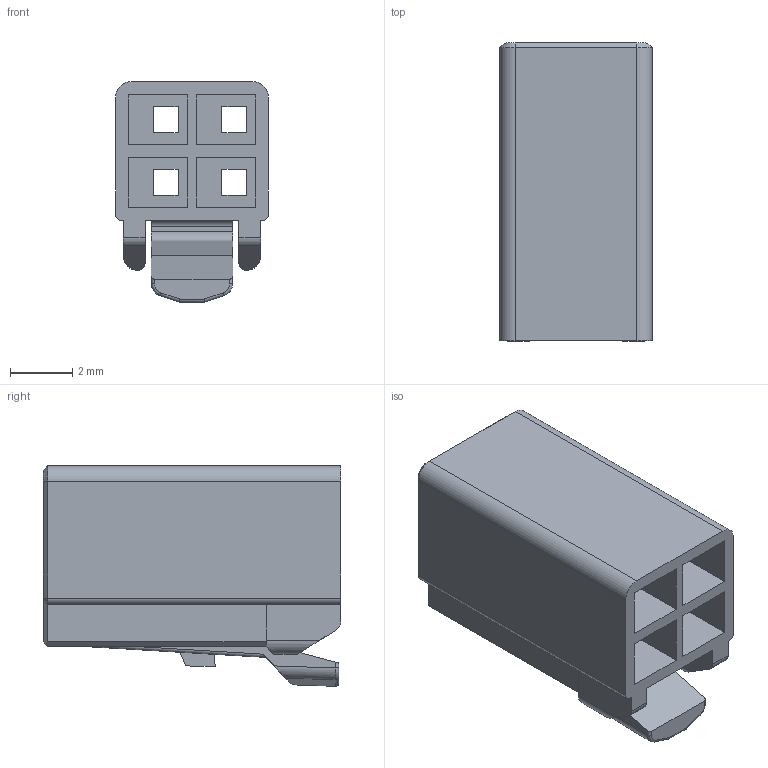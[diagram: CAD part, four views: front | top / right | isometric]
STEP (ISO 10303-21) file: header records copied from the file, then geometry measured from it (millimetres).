
FILE_DESCRIPTION(('CoCreate Modeling STEP Export'),'2;1');
FILE_NAME('DF62B-4S-2.2C.stp','2014-01-27T14:22:30',(''),(''),'CoCreate Modeling STEP processor for AP214 (Solid Model)','CoCreate Modeling 17.0 01-Apr-2010 (C) Parametric Technology GmbH','');
FILE_SCHEMA(('AUTOMOTIVE_DESIGN { 1 0 10303 214 1 1 1 1 }'));
Length unit declared in the file: millimetre
Products named in the file (1): DF62B-4S-2.2C
Bounding box: 4.9 x 9.55 x 7.08 mm (x, y, z)
Volume: 125.6 mm3; surface area: 588.9 mm2
Topology: 1 solids, 1 shells, 120 faces, 317 edges, 204 vertices
Faces by surface type: plane 85, cylinder 27, cone 4, torus 2, bspline 2
Entity records: 3890 total; most frequent: CARTESIAN_POINT 909, ORIENTED_EDGE 634, DIRECTION 579, EDGE_CURVE 317, VECTOR 251, LINE 251, VERTEX_POINT 204, AXIS2_PLACEMENT_3D 164
